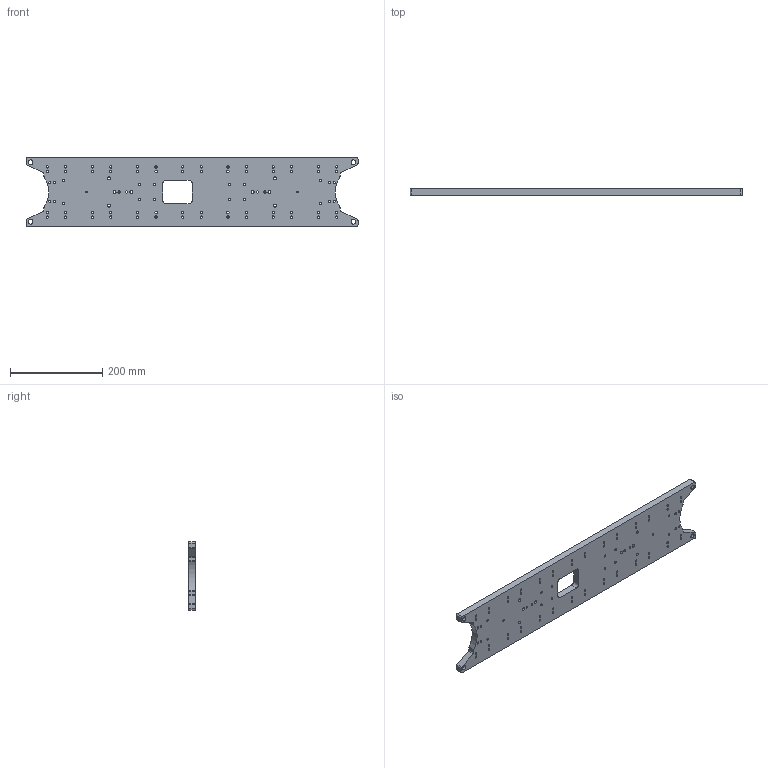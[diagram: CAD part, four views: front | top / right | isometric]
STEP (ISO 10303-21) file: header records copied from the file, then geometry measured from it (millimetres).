
FILE_DESCRIPTION(/* description */ ('Alibre Inc.'),/* implementation_level */ '2;1');
FILE_NAME(/* name */ 'export-44A01BA3-EE96-4AC9-AC1B-8E7F0CC2769C',/* time_stamp */ '2023-11-06T14:05:36+01:00',/* author */ (''),/* organization */ (''),/* preprocessor_version */ 'ST-DEVELOPER v17',/* originating_system */ 'Alibre',/* authorisation */ '');
FILE_SCHEMA (('AUTOMOTIVE_DESIGN'));
Length unit declared in the file: millimetre
Bounding box: 720 x 15 x 149 mm (x, y, z)
Volume: 1392433.8 mm3; surface area: 241362.8 mm2
Topology: 1 solids, 1 shells, 224 faces, 652 edges, 438 vertices
Faces by surface type: cylinder 124, cone 72, plane 28
Full cylindrical faces by diameter (mm): 4.2 x6, 5 x76, 6.4 x8, 10.007 x4, 11 x8
Entity records: 6394 total; most frequent: DIRECTION 1136, CARTESIAN_POINT 976, ORIENTED_EDGE 792, EDGE_LOOP 596, FACE_BOUND 596, AXIS2_PLACEMENT_3D 544, EDGE_CURVE 396, VERTEX_POINT 356
